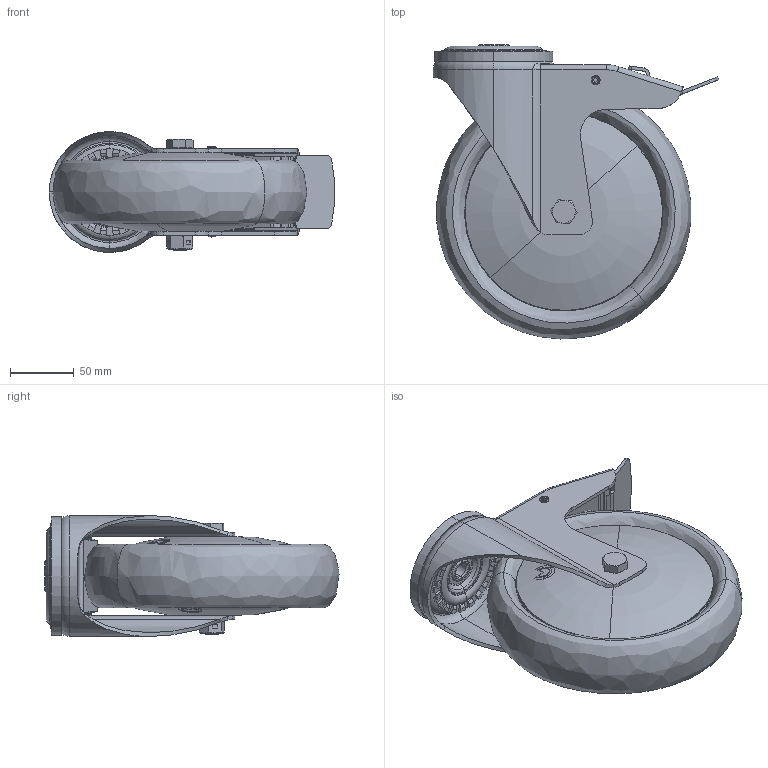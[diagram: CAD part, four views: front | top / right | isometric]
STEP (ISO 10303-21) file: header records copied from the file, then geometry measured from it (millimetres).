
FILE_DESCRIPTION (( 'STEP AP214' ), '1' );
FILE_NAME ('0055752.step', '2023-09-29T08:36:10', ( '' ), ( '' ), 'SwSTEP 2.0', 'SolidWorks 2020', '' );
FILE_SCHEMA (( 'AUTOMOTIVE_DESIGN' ));
Length unit declared in the file: millimetre
Products named in the file (1): 0055752
Bounding box: 224.14 x 230.95 x 95 mm (x, y, z)
Volume: 1051565.3 mm3; surface area: 417810.5 mm2
Topology: 32 solids, 33 shells, 1357 faces, 3269 edges, 1981 vertices
Faces by surface type: plane 478, torus 327, cylinder 312, cone 141, bspline 61, sphere 38
Entity records: 61363 total; most frequent: CARTESIAN_POINT 14455, DIRECTION 6990, ORIENTED_EDGE 6442, EDGE_CURVE 3221, AXIS2_PLACEMENT_3D 2841, VERTEX_POINT 1957, CIRCLE 1544, EDGE_LOOP 1436
